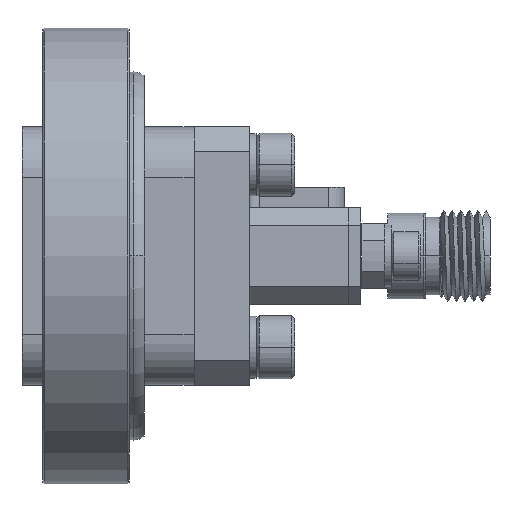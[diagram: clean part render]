
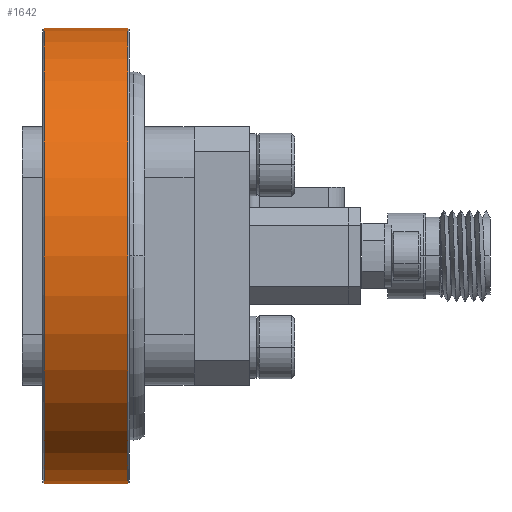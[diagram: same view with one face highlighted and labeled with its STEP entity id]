
A CAD part, left-side view. The second image highlights one B-rep face of the part: STEP entity #1642.
In plain terms, the highlighted cylindrical face has radius 16.828 mm (diameter 33.655 mm), a partial arc.
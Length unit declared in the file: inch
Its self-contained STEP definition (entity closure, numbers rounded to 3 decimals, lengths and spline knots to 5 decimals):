
#201 = DIRECTION ( 'NONE',  ( 0., 0., 1. ) ) ;
#367 = EDGE_LOOP ( 'NONE', ( #1586, #4184, #7073, #4806 ) ) ;
#990 = EDGE_CURVE ( 'NONE', #9732, #9077, #6443, .T. ) ;
#1505 = CARTESIAN_POINT ( 'NONE',  ( -0.04704, 1.44919, 1.42492 ) ) ;
#1586 = ORIENTED_EDGE ( 'NONE', *, *, #3643, .F. ) ;
#1642 = ADVANCED_FACE ( 'NONE', ( #5792 ), #1871, .T. ) ;
#1871 = CYLINDRICAL_SURFACE ( 'NONE', #6955, 0.6625 ) ;
#1939 = CIRCLE ( 'NONE', #8000, 0.6625 ) ;
#2843 = LINE ( 'NONE', #7619, #8836 ) ;
#2892 = CARTESIAN_POINT ( 'NONE',  ( -0.04704, 1.20719, 0.76242 ) ) ;
#3010 = DIRECTION ( 'NONE',  ( 0., 0., 1. ) ) ;
#3229 = DIRECTION ( 'NONE',  ( 0., -1., 0. ) ) ;
#3643 = EDGE_CURVE ( 'NONE', #6319, #9077, #2843, .T. ) ;
#3673 = CARTESIAN_POINT ( 'NONE',  ( -0.04704, 1.20719, 0.09992 ) ) ;
#3738 = DIRECTION ( 'NONE',  ( 0., 1., 0. ) ) ;
#4068 = VERTEX_POINT ( 'NONE', #9791 ) ;
#4184 = ORIENTED_EDGE ( 'NONE', *, *, #5759, .T. ) ;
#4806 = ORIENTED_EDGE ( 'NONE', *, *, #990, .T. ) ;
#5759 = EDGE_CURVE ( 'NONE', #6319, #4068, #1939, .T. ) ;
#5792 = FACE_OUTER_BOUND ( 'NONE', #367, .T. ) ;
#5886 = CARTESIAN_POINT ( 'NONE',  ( -0.04704, 1.44919, 0.76242 ) ) ;
#6319 = VERTEX_POINT ( 'NONE', #1505 ) ;
#6443 = CIRCLE ( 'NONE', #7169, 0.6625 ) ;
#6675 = DIRECTION ( 'NONE',  ( 0., -1., 0. ) ) ;
#6788 = CARTESIAN_POINT ( 'NONE',  ( -0.04704, 1.20719, 1.42492 ) ) ;
#6955 = AXIS2_PLACEMENT_3D ( 'NONE', #7130, #3229, #8056 ) ;
#7073 = ORIENTED_EDGE ( 'NONE', *, *, #7453, .T. ) ;
#7130 = CARTESIAN_POINT ( 'NONE',  ( -0.04704, 1.45419, 0.76242 ) ) ;
#7169 = AXIS2_PLACEMENT_3D ( 'NONE', #2892, #3738, #3010 ) ;
#7453 = EDGE_CURVE ( 'NONE', #4068, #9732, #9468, .T. ) ;
#7619 = CARTESIAN_POINT ( 'NONE',  ( -0.04704, 1.45419, 1.42492 ) ) ;
#8000 = AXIS2_PLACEMENT_3D ( 'NONE', #5886, #10009, #201 ) ;
#8056 = DIRECTION ( 'NONE',  ( 0., 0., -1. ) ) ;
#8832 = VECTOR ( 'NONE', #6675, 39.37008 ) ;
#8836 = VECTOR ( 'NONE', #10090, 39.37008 ) ;
#9077 = VERTEX_POINT ( 'NONE', #6788 ) ;
#9243 = CARTESIAN_POINT ( 'NONE',  ( -0.04704, 1.45419, 0.09992 ) ) ;
#9468 = LINE ( 'NONE', #9243, #8832 ) ;
#9732 = VERTEX_POINT ( 'NONE', #3673 ) ;
#9791 = CARTESIAN_POINT ( 'NONE',  ( -0.04704, 1.44919, 0.09992 ) ) ;
#10009 = DIRECTION ( 'NONE',  ( 0., -1., 0. ) ) ;
#10090 = DIRECTION ( 'NONE',  ( 0., -1., 0. ) ) ;
